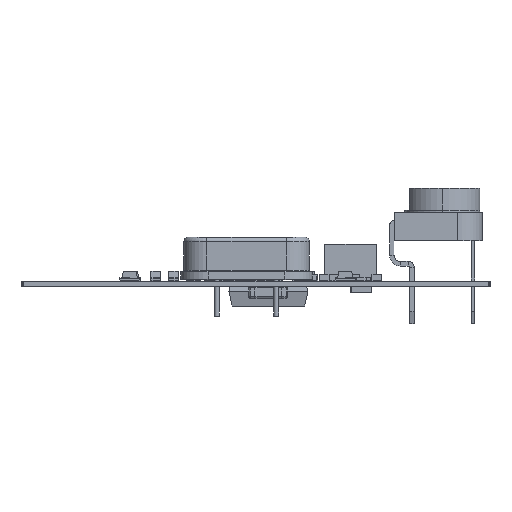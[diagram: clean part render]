
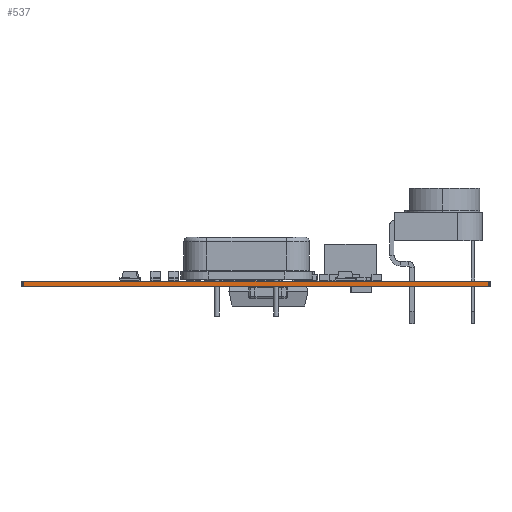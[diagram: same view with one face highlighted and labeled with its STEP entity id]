
A CAD part, left-side view. The second image highlights one B-rep face of the part: STEP entity #537.
In plain terms, the highlighted planar face has unit normal (-1, 0, 0).
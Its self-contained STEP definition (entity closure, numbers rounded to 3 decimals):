
#241 = EDGE_CURVE('',#242,#244,#246,.T.);
#242 = VERTEX_POINT('',#243);
#243 = CARTESIAN_POINT('',(66.929,41.529,0.));
#244 = VERTEX_POINT('',#245);
#245 = CARTESIAN_POINT('',(66.929,41.529,0.411));
#246 = LINE('',#247,#248);
#247 = CARTESIAN_POINT('',(66.929,41.529,0.));
#248 = VECTOR('',#249,1.);
#249 = DIRECTION('',(0.,0.,1.));
#510 = VERTEX_POINT('',#511);
#511 = CARTESIAN_POINT('',(66.929,79.629,0.411));
#518 = EDGE_CURVE('',#519,#510,#521,.T.);
#519 = VERTEX_POINT('',#520);
#520 = CARTESIAN_POINT('',(66.929,79.629,0.));
#521 = LINE('',#522,#523);
#522 = CARTESIAN_POINT('',(66.929,79.629,0.));
#523 = VECTOR('',#524,1.);
#524 = DIRECTION('',(0.,0.,1.));
#537 = ADVANCED_FACE('',(#538),#554,.F.);
#538 = FACE_BOUND('',#539,.F.);
#539 = EDGE_LOOP('',(#540,#541,#547,#548));
#540 = ORIENTED_EDGE('',*,*,#518,.T.);
#541 = ORIENTED_EDGE('',*,*,#542,.T.);
#542 = EDGE_CURVE('',#510,#244,#543,.T.);
#543 = LINE('',#544,#545);
#544 = CARTESIAN_POINT('',(66.929,79.629,0.411));
#545 = VECTOR('',#546,1.);
#546 = DIRECTION('',(0.,-1.,0.));
#547 = ORIENTED_EDGE('',*,*,#241,.F.);
#548 = ORIENTED_EDGE('',*,*,#549,.F.);
#549 = EDGE_CURVE('',#519,#242,#550,.T.);
#550 = LINE('',#551,#552);
#551 = CARTESIAN_POINT('',(66.929,79.629,0.));
#552 = VECTOR('',#553,1.);
#553 = DIRECTION('',(0.,-1.,0.));
#554 = PLANE('',#555);
#555 = AXIS2_PLACEMENT_3D('',#556,#557,#558);
#556 = CARTESIAN_POINT('',(66.929,79.629,0.));
#557 = DIRECTION('',(1.,0.,0.));
#558 = DIRECTION('',(0.,-1.,0.));
